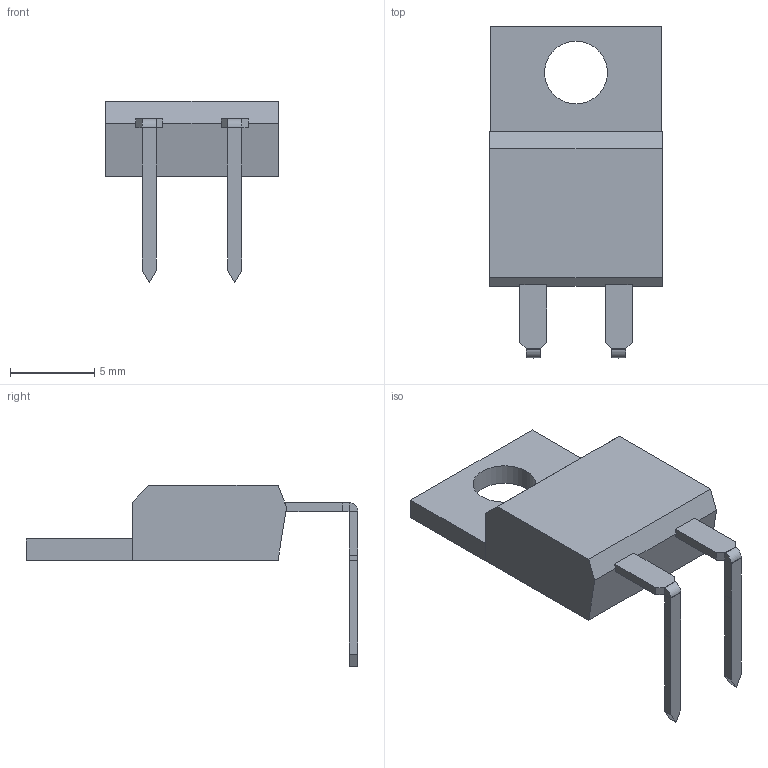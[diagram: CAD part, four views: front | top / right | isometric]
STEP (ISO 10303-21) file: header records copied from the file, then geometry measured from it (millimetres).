
FILE_DESCRIPTION(('FreeCAD Model'),'2;1');
FILE_NAME('TO-220-2_Horizontal_TabDown.step','2018-04-05T20:48:43',('kicad StepUp') ,('ksu MCAD'),'Open CASCADE STEP processor 6.8','FreeCAD','Unknown');
FILE_SCHEMA(('AUTOMOTIVE_DESIGN_CC2 { 1 2 10303 214 -1 1 5 4 }'));
Length unit declared in the file: millimetre
Products named in the file (1): TO-220-2_Horizontal_TabDown
Bounding box: 10.25 x 19.74 x 10.78 mm (x, y, z)
Volume: 485.4 mm3; surface area: 563.7 mm2
Topology: 1 solids, 1 shells, 59 faces, 155 edges, 98 vertices
Faces by surface type: plane 56, cylinder 3
Full cylindrical faces by diameter (mm): 3.735 x1
Entity records: 1285 total; most frequent: ORIENTED_EDGE 242, EDGE_CURVE 155, CARTESIAN_POINT 146, LINE 142, VERTEX_POINT 98, DIRECTION 69, AXIS2_PLACEMENT_3D 61, FACE_BOUND 61
